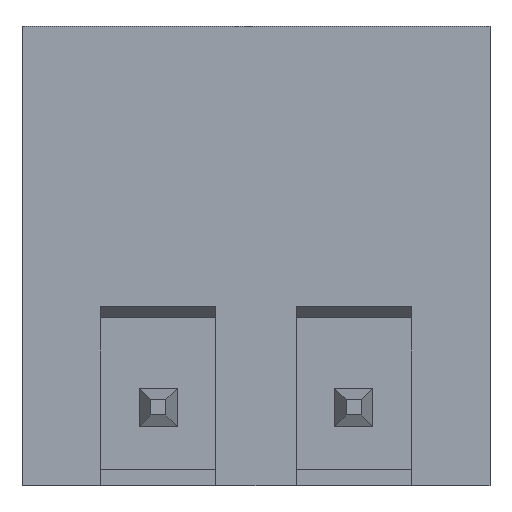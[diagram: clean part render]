
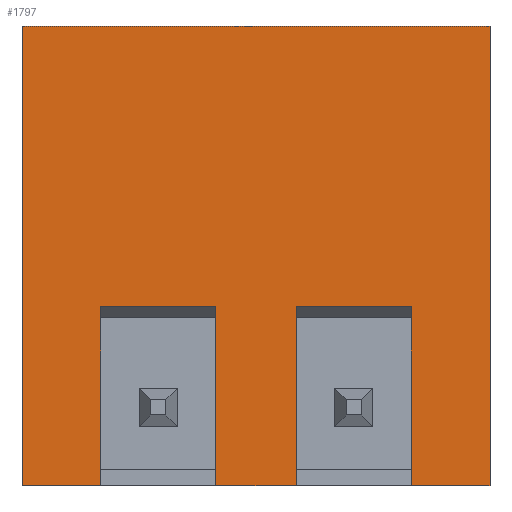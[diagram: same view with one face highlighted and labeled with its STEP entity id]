
A CAD part, front view. The second image highlights one B-rep face of the part: STEP entity #1797.
In plain terms, the highlighted planar face has unit normal (0, -1, 0).
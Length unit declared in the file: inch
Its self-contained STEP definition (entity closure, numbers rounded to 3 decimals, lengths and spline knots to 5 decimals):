
#1=DIRECTION('',(0.,0.,-1.));
#2=VECTOR('',#1,0.47);
#3=CARTESIAN_POINT('',(-0.2395,0.,0.47));
#4=LINE('',#3,#2);
#29=DIRECTION('',(0.,0.,1.));
#30=VECTOR('',#29,0.183);
#31=CARTESIAN_POINT('',(-0.159,0.,0.));
#32=LINE('',#31,#30);
#33=DIRECTION('',(1.,0.,0.));
#34=VECTOR('',#33,0.479);
#35=CARTESIAN_POINT('',(-0.2395,0.,0.47));
#36=LINE('',#35,#34);
#37=DIRECTION('',(0.,0.,1.));
#38=VECTOR('',#37,0.183);
#39=CARTESIAN_POINT('',(0.159,0.,0.));
#40=LINE('',#39,#38);
#41=DIRECTION('',(1.,0.,0.));
#42=VECTOR('',#41,0.118);
#43=CARTESIAN_POINT('',(0.041,0.,0.183));
#44=LINE('',#43,#42);
#45=DIRECTION('',(0.,0.,1.));
#46=VECTOR('',#45,0.183);
#47=CARTESIAN_POINT('',(0.041,0.,0.));
#48=LINE('',#47,#46);
#49=DIRECTION('',(0.,0.,1.));
#50=VECTOR('',#49,0.183);
#51=CARTESIAN_POINT('',(-0.041,0.,0.));
#52=LINE('',#51,#50);
#53=DIRECTION('',(1.,0.,0.));
#54=VECTOR('',#53,0.118);
#55=CARTESIAN_POINT('',(-0.159,0.,0.183));
#56=LINE('',#55,#54);
#105=DIRECTION('',(1.,0.,0.));
#106=VECTOR('',#105,0.082);
#107=CARTESIAN_POINT('',(-0.041,0.,0.));
#108=LINE('',#107,#106);
#121=DIRECTION('',(1.,0.,0.));
#122=VECTOR('',#121,0.0805);
#123=CARTESIAN_POINT('',(0.159,0.,0.));
#124=LINE('',#123,#122);
#125=DIRECTION('',(1.,0.,0.));
#126=VECTOR('',#125,0.0805);
#127=CARTESIAN_POINT('',(-0.2395,0.,0.));
#128=LINE('',#127,#126);
#1012=DIRECTION('',(0.,0.,-1.));
#1013=VECTOR('',#1012,0.47);
#1014=CARTESIAN_POINT('',(0.2395,0.,0.47));
#1015=LINE('',#1014,#1013);
#1339=CARTESIAN_POINT('',(-0.2395,0.,0.47));
#1340=CARTESIAN_POINT('',(-0.2395,0.,0.));
#1341=VERTEX_POINT('',#1339);
#1342=VERTEX_POINT('',#1340);
#1353=CARTESIAN_POINT('',(0.2395,0.,0.47));
#1354=CARTESIAN_POINT('',(0.2395,0.,0.));
#1355=VERTEX_POINT('',#1353);
#1356=VERTEX_POINT('',#1354);
#1488=CARTESIAN_POINT('',(0.041,0.,0.));
#1489=CARTESIAN_POINT('',(0.041,0.,0.183));
#1490=VERTEX_POINT('',#1488);
#1491=VERTEX_POINT('',#1489);
#1492=CARTESIAN_POINT('',(0.159,0.,0.));
#1493=CARTESIAN_POINT('',(0.159,0.,0.183));
#1494=VERTEX_POINT('',#1492);
#1495=VERTEX_POINT('',#1493);
#1660=CARTESIAN_POINT('',(-0.159,0.,0.));
#1661=CARTESIAN_POINT('',(-0.159,0.,0.183));
#1662=VERTEX_POINT('',#1660);
#1663=VERTEX_POINT('',#1661);
#1664=CARTESIAN_POINT('',(-0.041,0.,0.));
#1665=CARTESIAN_POINT('',(-0.041,0.,0.183));
#1666=VERTEX_POINT('',#1664);
#1667=VERTEX_POINT('',#1665);
#1767=CARTESIAN_POINT('',(-0.2395,0.,0.47));
#1768=DIRECTION('',(0.,-1.,0.));
#1769=DIRECTION('',(0.,0.,-1.));
#1770=AXIS2_PLACEMENT_3D('',#1767,#1768,#1769);
#1771=PLANE('',#1770);
#1773=ORIENTED_EDGE('',*,*,#1772,.F.);
#1775=ORIENTED_EDGE('',*,*,#1774,.F.);
#1776=ORIENTED_EDGE('',*,*,#1750,.F.);
#1778=ORIENTED_EDGE('',*,*,#1777,.T.);
#1780=ORIENTED_EDGE('',*,*,#1779,.T.);
#1782=ORIENTED_EDGE('',*,*,#1781,.F.);
#1784=ORIENTED_EDGE('',*,*,#1783,.T.);
#1786=ORIENTED_EDGE('',*,*,#1785,.F.);
#1788=ORIENTED_EDGE('',*,*,#1787,.F.);
#1790=ORIENTED_EDGE('',*,*,#1789,.F.);
#1792=ORIENTED_EDGE('',*,*,#1791,.T.);
#1794=ORIENTED_EDGE('',*,*,#1793,.F.);
#1795=EDGE_LOOP('',(#1773,#1775,#1776,#1778,#1780,#1782,#1784,#1786,#1788,#1790,
#1792,#1794));
#1796=FACE_OUTER_BOUND('',#1795,.F.);
#1797=ADVANCED_FACE('',(#1796),#1771,.T.);
#1750=EDGE_CURVE('',#1341,#1342,#4,.T.);
#1772=EDGE_CURVE('',#1662,#1663,#32,.T.);
#1774=EDGE_CURVE('',#1342,#1662,#128,.T.);
#1777=EDGE_CURVE('',#1341,#1355,#36,.T.);
#1779=EDGE_CURVE('',#1355,#1356,#1015,.T.);
#1781=EDGE_CURVE('',#1494,#1356,#124,.T.);
#1783=EDGE_CURVE('',#1494,#1495,#40,.T.);
#1785=EDGE_CURVE('',#1491,#1495,#44,.T.);
#1787=EDGE_CURVE('',#1490,#1491,#48,.T.);
#1789=EDGE_CURVE('',#1666,#1490,#108,.T.);
#1791=EDGE_CURVE('',#1666,#1667,#52,.T.);
#1793=EDGE_CURVE('',#1663,#1667,#56,.T.);
